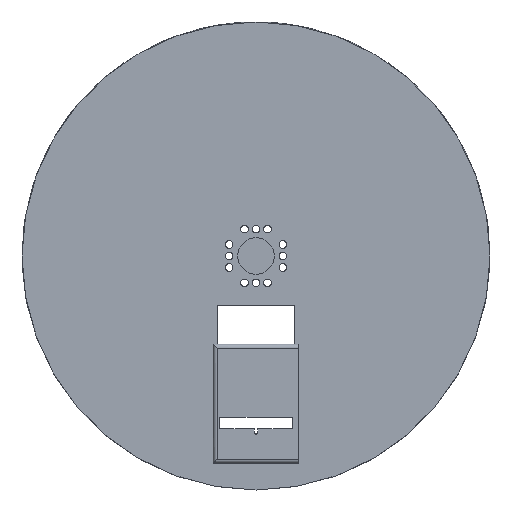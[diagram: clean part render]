
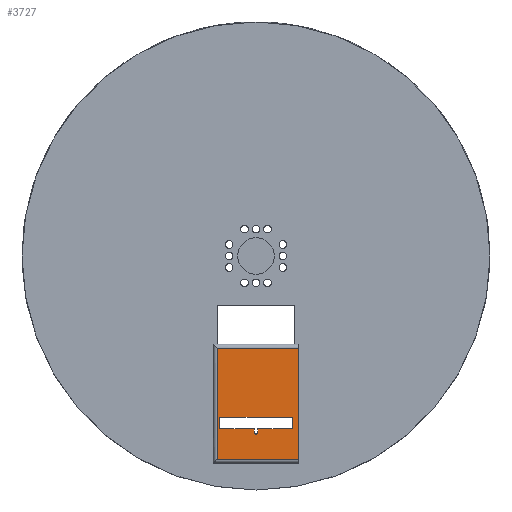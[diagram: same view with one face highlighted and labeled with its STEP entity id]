
A CAD part, front view. The second image highlights one B-rep face of the part: STEP entity #3727.
In plain terms, the highlighted planar face has unit normal (0, -1, 0).
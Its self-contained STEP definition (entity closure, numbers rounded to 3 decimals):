
#98 = LINE ( 'NONE', #4699, #5988 ) ;
#139 = VECTOR ( 'NONE', #2843, 1000. ) ;
#157 = DIRECTION ( 'NONE',  ( 0., 0., -1. ) ) ;
#191 = CIRCLE ( 'NONE', #3584, 0.5 ) ;
#244 = EDGE_CURVE ( 'NONE', #2820, #2818, #191, .T. ) ;
#274 = VERTEX_POINT ( 'NONE', #3277 ) ;
#335 = EDGE_CURVE ( 'NONE', #3806, #5003, #1970, .T. ) ;
#340 = AXIS2_PLACEMENT_3D ( 'NONE', #5607, #4217, #5522 ) ;
#372 = VERTEX_POINT ( 'NONE', #3332 ) ;
#401 = CARTESIAN_POINT ( 'NONE',  ( -9.4, -11.5, -45. ) ) ;
#508 = EDGE_CURVE ( 'NONE', #5842, #274, #637, .T. ) ;
#578 = FACE_OUTER_BOUND ( 'NONE', #4647, .T. ) ;
#637 = LINE ( 'NONE', #728, #2238 ) ;
#640 = LINE ( 'NONE', #4312, #2398 ) ;
#674 = DIRECTION ( 'NONE',  ( 1., 0., 0. ) ) ;
#703 = LINE ( 'NONE', #2466, #2778 ) ;
#728 = CARTESIAN_POINT ( 'NONE',  ( 0.5, -11.5, -45. ) ) ;
#809 = ORIENTED_EDGE ( 'NONE', *, *, #1131, .T. ) ;
#888 = ORIENTED_EDGE ( 'NONE', *, *, #244, .F. ) ;
#930 = ORIENTED_EDGE ( 'NONE', *, *, #5708, .F. ) ;
#941 = EDGE_CURVE ( 'NONE', #3620, #5507, #4907, .T. ) ;
#965 = CARTESIAN_POINT ( 'NONE',  ( -10.15, -11.5, -54. ) ) ;
#966 = DIRECTION ( 'NONE',  ( 0., 0., -1. ) ) ;
#978 = DIRECTION ( 'NONE',  ( 0., 0., -1. ) ) ;
#1087 = ORIENTED_EDGE ( 'NONE', *, *, #2579, .T. ) ;
#1127 = DIRECTION ( 'NONE',  ( 0., 0., 1. ) ) ;
#1131 = EDGE_CURVE ( 'NONE', #4230, #3612, #703, .T. ) ;
#1154 = CARTESIAN_POINT ( 'NONE',  ( -9.4, -11.5, -45. ) ) ;
#1200 = EDGE_CURVE ( 'NONE', #2790, #5633, #640, .T. ) ;
#1247 = ORIENTED_EDGE ( 'NONE', *, *, #941, .T. ) ;
#1259 = EDGE_CURVE ( 'NONE', #2077, #372, #4790, .T. ) ;
#1353 = VECTOR ( 'NONE', #2508, 1000. ) ;
#1569 = LINE ( 'NONE', #965, #139 ) ;
#1597 = CIRCLE ( 'NONE', #4982, 0.5 ) ;
#1707 = CARTESIAN_POINT ( 'NONE',  ( 9.437, -11.5, -45. ) ) ;
#1825 = ORIENTED_EDGE ( 'NONE', *, *, #5004, .F. ) ;
#1969 = CARTESIAN_POINT ( 'NONE',  ( 0.5, -11.5, -45. ) ) ;
#1970 = LINE ( 'NONE', #5628, #5605 ) ;
#2026 = VECTOR ( 'NONE', #1127, 1000. ) ;
#2077 = VERTEX_POINT ( 'NONE', #401 ) ;
#2134 = DIRECTION ( 'NONE',  ( 0., 0., -1. ) ) ;
#2136 = ORIENTED_EDGE ( 'NONE', *, *, #335, .F. ) ;
#2197 = LINE ( 'NONE', #5883, #2026 ) ;
#2238 = VECTOR ( 'NONE', #4758, 1000. ) ;
#2370 = VECTOR ( 'NONE', #2134, 1000. ) ;
#2398 = VECTOR ( 'NONE', #157, 1000. ) ;
#2425 = CARTESIAN_POINT ( 'NONE',  ( 0., -11.5, -46.44 ) ) ;
#2430 = ORIENTED_EDGE ( 'NONE', *, *, #1259, .F. ) ;
#2436 = DIRECTION ( 'NONE',  ( -1., 0., 0. ) ) ;
#2463 = CARTESIAN_POINT ( 'NONE',  ( -9.4, -11.5, -42. ) ) ;
#2466 = CARTESIAN_POINT ( 'NONE',  ( -11.15, -11.5, -24. ) ) ;
#2493 = EDGE_CURVE ( 'NONE', #5003, #2077, #4428, .T. ) ;
#2508 = DIRECTION ( 'NONE',  ( 0., 0., 1. ) ) ;
#2542 = ORIENTED_EDGE ( 'NONE', *, *, #3906, .F. ) ;
#2579 = EDGE_CURVE ( 'NONE', #3612, #3620, #1569, .T. ) ;
#2620 = CARTESIAN_POINT ( 'NONE',  ( 11.15, -11.5, -53. ) ) ;
#2644 = ORIENTED_EDGE ( 'NONE', *, *, #2493, .F. ) ;
#2778 = VECTOR ( 'NONE', #4398, 1000. ) ;
#2779 = EDGE_CURVE ( 'NONE', #274, #5633, #3754, .T. ) ;
#2786 = CARTESIAN_POINT ( 'NONE',  ( 0., -11.5, -45.94 ) ) ;
#2790 = VERTEX_POINT ( 'NONE', #5146 ) ;
#2818 = VERTEX_POINT ( 'NONE', #2425 ) ;
#2820 = VERTEX_POINT ( 'NONE', #4269 ) ;
#2843 = DIRECTION ( 'NONE',  ( 0., 0., -1. ) ) ;
#2931 = ORIENTED_EDGE ( 'NONE', *, *, #508, .F. ) ;
#2945 = VECTOR ( 'NONE', #5597, 1000. ) ;
#3187 = CARTESIAN_POINT ( 'NONE',  ( -9.4, -11.5, -42. ) ) ;
#3256 = ORIENTED_EDGE ( 'NONE', *, *, #5086, .F. ) ;
#3262 = DIRECTION ( 'NONE',  ( 0., -1., 0. ) ) ;
#3277 = CARTESIAN_POINT ( 'NONE',  ( 9.15, -11.5, -45. ) ) ;
#3284 = CARTESIAN_POINT ( 'NONE',  ( 9.15, -11.5, -42. ) ) ;
#3332 = CARTESIAN_POINT ( 'NONE',  ( -0.5, -11.5, -45. ) ) ;
#3345 = CARTESIAN_POINT ( 'NONE',  ( 0., -11.5, -45.94 ) ) ;
#3407 = CARTESIAN_POINT ( 'NONE',  ( -9.4, -11.5, -42. ) ) ;
#3584 = AXIS2_PLACEMENT_3D ( 'NONE', #2786, #4632, #966 ) ;
#3610 = CARTESIAN_POINT ( 'NONE',  ( 11.15, -11.5, -24. ) ) ;
#3612 = VERTEX_POINT ( 'NONE', #4042 ) ;
#3620 = VERTEX_POINT ( 'NONE', #4945 ) ;
#3645 = CARTESIAN_POINT ( 'NONE',  ( 11.15, -11.5, -53. ) ) ;
#3727 = ADVANCED_FACE ( 'NONE', ( #4666, #578 ), #3789, .T. ) ;
#3754 = LINE ( 'NONE', #1969, #2945 ) ;
#3765 = LINE ( 'NONE', #2463, #3958 ) ;
#3789 = PLANE ( 'NONE',  #340 ) ;
#3806 = VERTEX_POINT ( 'NONE', #3284 ) ;
#3872 = VECTOR ( 'NONE', #5031, 1000. ) ;
#3906 = EDGE_CURVE ( 'NONE', #2818, #5037, #1597, .T. ) ;
#3958 = VECTOR ( 'NONE', #2436, 1000. ) ;
#4024 = ORIENTED_EDGE ( 'NONE', *, *, #5990, .T. ) ;
#4042 = CARTESIAN_POINT ( 'NONE',  ( -10.15, -11.5, -24. ) ) ;
#4204 = ORIENTED_EDGE ( 'NONE', *, *, #2779, .F. ) ;
#4217 = DIRECTION ( 'NONE',  ( 0., -1., 0. ) ) ;
#4230 = VERTEX_POINT ( 'NONE', #3610 ) ;
#4252 = DIRECTION ( 'NONE',  ( 0., 0., -1. ) ) ;
#4269 = CARTESIAN_POINT ( 'NONE',  ( -0.5, -11.5, -45.94 ) ) ;
#4312 = CARTESIAN_POINT ( 'NONE',  ( 9.437, -11.5, 0. ) ) ;
#4398 = DIRECTION ( 'NONE',  ( -1., 0., 0. ) ) ;
#4428 = LINE ( 'NONE', #3187, #2370 ) ;
#4632 = DIRECTION ( 'NONE',  ( 0., -1., 0. ) ) ;
#4647 = EDGE_LOOP ( 'NONE', ( #1087, #1247, #4024, #809 ) ) ;
#4666 = FACE_BOUND ( 'NONE', #4854, .T. ) ;
#4699 = CARTESIAN_POINT ( 'NONE',  ( -0.5, -11.5, -45. ) ) ;
#4758 = DIRECTION ( 'NONE',  ( 1., 0., 0. ) ) ;
#4790 = LINE ( 'NONE', #1154, #5970 ) ;
#4854 = EDGE_LOOP ( 'NONE', ( #5233, #4204, #2931, #930, #2542, #888, #1825, #2430, #2644, #2136, #3256 ) ) ;
#4907 = LINE ( 'NONE', #3645, #3872 ) ;
#4945 = CARTESIAN_POINT ( 'NONE',  ( -10.15, -11.5, -53. ) ) ;
#4982 = AXIS2_PLACEMENT_3D ( 'NONE', #3345, #3262, #4252 ) ;
#5003 = VERTEX_POINT ( 'NONE', #3407 ) ;
#5004 = EDGE_CURVE ( 'NONE', #372, #2820, #98, .T. ) ;
#5031 = DIRECTION ( 'NONE',  ( 1., 0., 0. ) ) ;
#5037 = VERTEX_POINT ( 'NONE', #5187 ) ;
#5086 = EDGE_CURVE ( 'NONE', #2790, #3806, #3765, .T. ) ;
#5146 = CARTESIAN_POINT ( 'NONE',  ( 9.437, -11.5, -42. ) ) ;
#5170 = CARTESIAN_POINT ( 'NONE',  ( 11.15, -11.5, -54. ) ) ;
#5177 = DIRECTION ( 'NONE',  ( -1., 0., 0. ) ) ;
#5187 = CARTESIAN_POINT ( 'NONE',  ( 0.5, -11.5, -45.94 ) ) ;
#5229 = LINE ( 'NONE', #5170, #1353 ) ;
#5233 = ORIENTED_EDGE ( 'NONE', *, *, #1200, .T. ) ;
#5507 = VERTEX_POINT ( 'NONE', #2620 ) ;
#5522 = DIRECTION ( 'NONE',  ( 0., 0., -1. ) ) ;
#5597 = DIRECTION ( 'NONE',  ( 1., 0., 0. ) ) ;
#5605 = VECTOR ( 'NONE', #5177, 1000. ) ;
#5607 = CARTESIAN_POINT ( 'NONE',  ( 0., -11.5, 0. ) ) ;
#5628 = CARTESIAN_POINT ( 'NONE',  ( -9.4, -11.5, -42. ) ) ;
#5633 = VERTEX_POINT ( 'NONE', #1707 ) ;
#5649 = CARTESIAN_POINT ( 'NONE',  ( 0.5, -11.5, -45. ) ) ;
#5708 = EDGE_CURVE ( 'NONE', #5037, #5842, #2197, .T. ) ;
#5842 = VERTEX_POINT ( 'NONE', #5649 ) ;
#5883 = CARTESIAN_POINT ( 'NONE',  ( 0.5, -11.5, -45.94 ) ) ;
#5970 = VECTOR ( 'NONE', #674, 1000. ) ;
#5988 = VECTOR ( 'NONE', #978, 1000. ) ;
#5990 = EDGE_CURVE ( 'NONE', #5507, #4230, #5229, .T. ) ;
